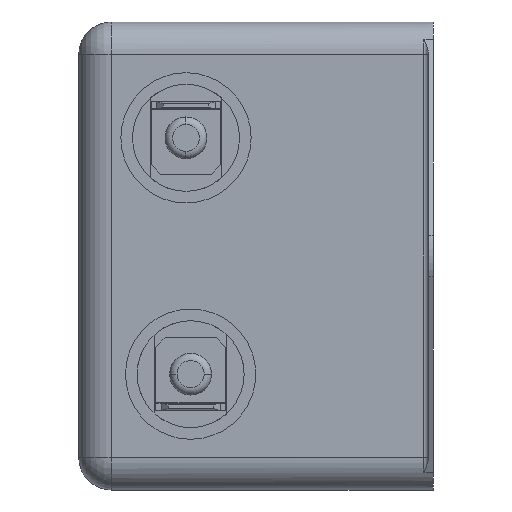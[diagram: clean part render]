
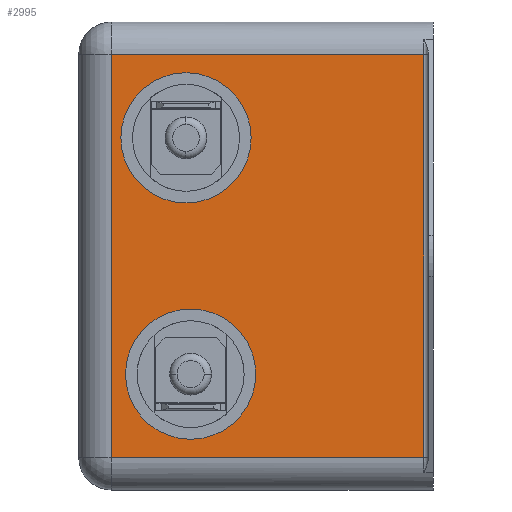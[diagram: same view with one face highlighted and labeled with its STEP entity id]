
A CAD part, left-side view. The second image highlights one B-rep face of the part: STEP entity #2995.
In plain terms, the highlighted planar face has unit normal (-1, 0, 0).
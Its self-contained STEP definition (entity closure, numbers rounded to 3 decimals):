
#178 = VECTOR ( 'NONE', #1414, 1000. ) ;
#180 = VECTOR ( 'NONE', #1412, 1000. ) ;
#182 = VECTOR ( 'NONE', #1410, 1000. ) ;
#183 = AXIS2_PLACEMENT_3D ( 'NONE', #1406, #1407, #1408 ) ;
#185 = AXIS2_PLACEMENT_3D ( 'NONE', #1403, #1404, #1405 ) ;
#196 = VECTOR ( 'NONE', #1394, 1000. ) ;
#197 = CIRCLE ( 'NONE', #183, 2.25 ) ;
#201 = CIRCLE ( 'NONE', #185, 2.25 ) ;
#204 = CIRCLE ( 'NONE', #232, 2.25 ) ;
#208 = CIRCLE ( 'NONE', #244, 2.25 ) ;
#232 = AXIS2_PLACEMENT_3D ( 'NONE', #1329, #1330, #1331 ) ;
#244 = AXIS2_PLACEMENT_3D ( 'NONE', #1336, #1337, #1338 ) ;
#844 = CARTESIAN_POINT ( 'NONE',  ( -31., 14.425, -12.7 ) ) ;
#845 = CARTESIAN_POINT ( 'NONE',  ( -31., 18.925, -12.7 ) ) ;
#846 = CARTESIAN_POINT ( 'NONE',  ( -31., 17.175, 14.95 ) ) ;
#847 = CARTESIAN_POINT ( 'NONE',  ( -31., 17.175, 10.45 ) ) ;
#862 = CARTESIAN_POINT ( 'NONE',  ( -31., -8.4, 21.65 ) ) ;
#863 = CARTESIAN_POINT ( 'NONE',  ( -31., 25.2, 21.65 ) ) ;
#866 = CARTESIAN_POINT ( 'NONE',  ( -31., -8.4, -21.65 ) ) ;
#867 = CARTESIAN_POINT ( 'NONE',  ( -31., 25.2, -21.65 ) ) ;
#1252 = PLANE ( 'NONE',  #2446 ) ;
#1253 = CARTESIAN_POINT ( 'NONE',  ( -31., -8.9, -21.65 ) ) ;
#1254 = DIRECTION ( 'NONE',  ( -1., 0., 0. ) ) ;
#1255 = DIRECTION ( 'NONE',  ( 0., 0., 1. ) ) ;
#1329 = CARTESIAN_POINT ( 'NONE',  ( -31., 16.675, -12.7 ) ) ;
#1330 = DIRECTION ( 'NONE',  ( -1., 0., 0. ) ) ;
#1331 = DIRECTION ( 'NONE',  ( 0., 0., 1. ) ) ;
#1336 = CARTESIAN_POINT ( 'NONE',  ( -31., 17.175, 12.7 ) ) ;
#1337 = DIRECTION ( 'NONE',  ( -1., 0., 0. ) ) ;
#1338 = DIRECTION ( 'NONE',  ( 0., 0., 1. ) ) ;
#1393 = CARTESIAN_POINT ( 'NONE',  ( -31., -8.9, 21.65 ) ) ;
#1394 = DIRECTION ( 'NONE',  ( 0., 1., 0. ) ) ;
#1403 = CARTESIAN_POINT ( 'NONE',  ( -31., 16.675, -12.7 ) ) ;
#1404 = DIRECTION ( 'NONE',  ( -1., 0., 0. ) ) ;
#1405 = DIRECTION ( 'NONE',  ( 0., 0., 1. ) ) ;
#1406 = CARTESIAN_POINT ( 'NONE',  ( -31., 17.175, 12.7 ) ) ;
#1407 = DIRECTION ( 'NONE',  ( -1., 0., 0. ) ) ;
#1408 = DIRECTION ( 'NONE',  ( 0., 0., 1. ) ) ;
#1409 = CARTESIAN_POINT ( 'NONE',  ( -31., -8.4, -21.65 ) ) ;
#1410 = DIRECTION ( 'NONE',  ( 0., 0., 1. ) ) ;
#1411 = CARTESIAN_POINT ( 'NONE',  ( -31., -8.9, -21.65 ) ) ;
#1412 = DIRECTION ( 'NONE',  ( 0., 1., 0. ) ) ;
#1413 = CARTESIAN_POINT ( 'NONE',  ( -31., 25.2, -21.65 ) ) ;
#1414 = DIRECTION ( 'NONE',  ( 0., 0., -1. ) ) ;
#1478 = EDGE_LOOP ( 'NONE', ( #3217, #3221, #3220, #3222 ) ) ;
#1479 = EDGE_LOOP ( 'NONE', ( #3215, #3219 ) ) ;
#1480 = EDGE_LOOP ( 'NONE', ( #3216, #3218 ) ) ;
#1628 = VERTEX_POINT ( 'NONE', #844 ) ;
#1629 = VERTEX_POINT ( 'NONE', #845 ) ;
#1630 = VERTEX_POINT ( 'NONE', #846 ) ;
#1631 = VERTEX_POINT ( 'NONE', #847 ) ;
#1646 = VERTEX_POINT ( 'NONE', #862 ) ;
#1647 = VERTEX_POINT ( 'NONE', #863 ) ;
#1650 = VERTEX_POINT ( 'NONE', #866 ) ;
#1651 = VERTEX_POINT ( 'NONE', #867 ) ;
#2446 = AXIS2_PLACEMENT_3D ( 'NONE', #1253, #1254, #1255 ) ;
#2995 = ADVANCED_FACE ( 'NONE', ( #3640, #3641, #3642 ), #1252, .T. ) ;
#3019 = EDGE_CURVE ( 'NONE', #1628, #1629, #204, .T. ) ;
#3022 = EDGE_CURVE ( 'NONE', #1630, #1631, #208, .T. ) ;
#3045 = EDGE_CURVE ( 'NONE', #1646, #1647, #3685, .T. ) ;
#3049 = EDGE_CURVE ( 'NONE', #1629, #1628, #201, .T. ) ;
#3050 = EDGE_CURVE ( 'NONE', #1631, #1630, #197, .T. ) ;
#3051 = EDGE_CURVE ( 'NONE', #1650, #1646, #3687, .T. ) ;
#3052 = EDGE_CURVE ( 'NONE', #1650, #1651, #3688, .T. ) ;
#3053 = EDGE_CURVE ( 'NONE', #1647, #1651, #3689, .T. ) ;
#3215 = ORIENTED_EDGE ( 'NONE', *, *, #3050, .F. ) ;
#3216 = ORIENTED_EDGE ( 'NONE', *, *, #3049, .F. ) ;
#3217 = ORIENTED_EDGE ( 'NONE', *, *, #3052, .F. ) ;
#3218 = ORIENTED_EDGE ( 'NONE', *, *, #3019, .F. ) ;
#3219 = ORIENTED_EDGE ( 'NONE', *, *, #3022, .F. ) ;
#3220 = ORIENTED_EDGE ( 'NONE', *, *, #3045, .T. ) ;
#3221 = ORIENTED_EDGE ( 'NONE', *, *, #3051, .T. ) ;
#3222 = ORIENTED_EDGE ( 'NONE', *, *, #3053, .T. ) ;
#3640 = FACE_BOUND ( 'NONE', #1480, .T. ) ;
#3641 = FACE_BOUND ( 'NONE', #1479, .T. ) ;
#3642 = FACE_OUTER_BOUND ( 'NONE', #1478, .T. ) ;
#3685 = LINE ( 'NONE', #1393, #196 ) ;
#3687 = LINE ( 'NONE', #1409, #182 ) ;
#3688 = LINE ( 'NONE', #1411, #180 ) ;
#3689 = LINE ( 'NONE', #1413, #178 ) ;
